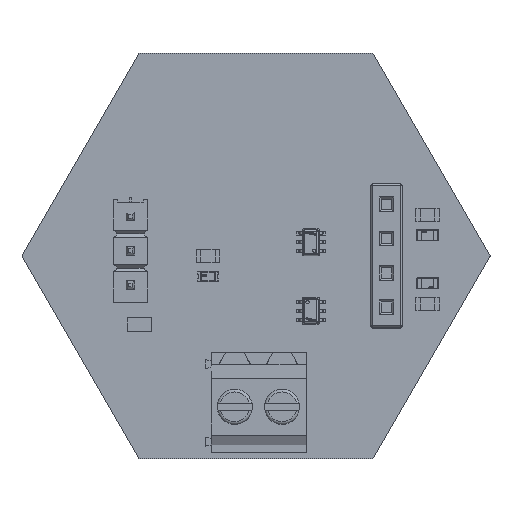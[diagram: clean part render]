
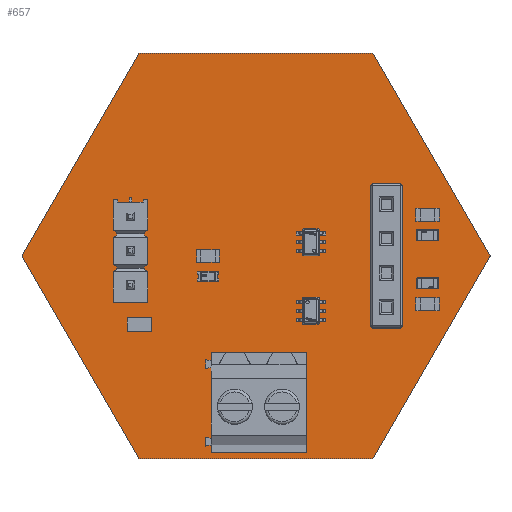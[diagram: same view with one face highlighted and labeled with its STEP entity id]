
A CAD part, top view. The second image highlights one B-rep face of the part: STEP entity #657.
In plain terms, the highlighted planar face has unit normal (0, 0, 1).
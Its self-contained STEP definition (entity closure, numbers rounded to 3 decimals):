
#140 = VERTEX_POINT('',#141);
#141 = CARTESIAN_POINT('',(-8.66,-15.,0.411));
#147 = EDGE_CURVE('',#140,#148,#150,.T.);
#148 = VERTEX_POINT('',#149);
#149 = CARTESIAN_POINT('',(8.66,-15.,0.411));
#150 = LINE('',#151,#152);
#151 = CARTESIAN_POINT('',(-8.66,-15.,0.411));
#152 = VECTOR('',#153,1.);
#153 = DIRECTION('',(1.,0.,0.));
#178 = EDGE_CURVE('',#148,#179,#181,.T.);
#179 = VERTEX_POINT('',#180);
#180 = CARTESIAN_POINT('',(17.32,0.,0.411));
#181 = LINE('',#182,#183);
#182 = CARTESIAN_POINT('',(8.66,-15.,0.411));
#183 = VECTOR('',#184,1.);
#184 = DIRECTION('',(0.5,0.866,0.));
#209 = EDGE_CURVE('',#179,#210,#212,.T.);
#210 = VERTEX_POINT('',#211);
#211 = CARTESIAN_POINT('',(8.66,15.,0.411));
#212 = LINE('',#213,#214);
#213 = CARTESIAN_POINT('',(17.32,0.,0.411));
#214 = VECTOR('',#215,1.);
#215 = DIRECTION('',(-0.5,0.866,0.));
#240 = EDGE_CURVE('',#210,#241,#243,.T.);
#241 = VERTEX_POINT('',#242);
#242 = CARTESIAN_POINT('',(-8.66,15.,0.411));
#243 = LINE('',#244,#245);
#244 = CARTESIAN_POINT('',(8.66,15.,0.411));
#245 = VECTOR('',#246,1.);
#246 = DIRECTION('',(-1.,0.,0.));
#271 = EDGE_CURVE('',#241,#272,#274,.T.);
#272 = VERTEX_POINT('',#273);
#273 = CARTESIAN_POINT('',(-17.32,0.,0.411));
#274 = LINE('',#275,#276);
#275 = CARTESIAN_POINT('',(-8.66,15.,0.411));
#276 = VECTOR('',#277,1.);
#277 = DIRECTION('',(-0.5,-0.866,0.));
#302 = EDGE_CURVE('',#272,#140,#303,.T.);
#303 = LINE('',#304,#305);
#304 = CARTESIAN_POINT('',(-17.32,0.,0.411));
#305 = VECTOR('',#306,1.);
#306 = DIRECTION('',(0.5,-0.866,0.));
#326 = VERTEX_POINT('',#327);
#327 = CARTESIAN_POINT('',(-8.79,-2.17,0.411));
#333 = EDGE_CURVE('',#326,#326,#334,.T.);
#334 = CIRCLE('',#335,0.51);
#335 = AXIS2_PLACEMENT_3D('',#336,#337,#338);
#336 = CARTESIAN_POINT('',(-9.3,-2.17,0.411));
#337 = DIRECTION('',(0.,0.,1.));
#338 = DIRECTION('',(1.,0.,-0.));
#359 = VERTEX_POINT('',#360);
#360 = CARTESIAN_POINT('',(-0.874,-11.176,0.411));
#366 = EDGE_CURVE('',#359,#359,#367,.T.);
#367 = CIRCLE('',#368,0.65);
#368 = AXIS2_PLACEMENT_3D('',#369,#370,#371);
#369 = CARTESIAN_POINT('',(-1.524,-11.176,0.411));
#370 = DIRECTION('',(0.,0.,1.));
#371 = DIRECTION('',(1.,0.,-0.));
#392 = VERTEX_POINT('',#393);
#393 = CARTESIAN_POINT('',(-8.79,2.91,0.411));
#399 = EDGE_CURVE('',#392,#392,#400,.T.);
#400 = CIRCLE('',#401,0.51);
#401 = AXIS2_PLACEMENT_3D('',#402,#403,#404);
#402 = CARTESIAN_POINT('',(-9.3,2.91,0.411));
#403 = DIRECTION('',(0.,0.,1.));
#404 = DIRECTION('',(1.,0.,-0.));
#425 = VERTEX_POINT('',#426);
#426 = CARTESIAN_POINT('',(-8.79,0.37,0.411));
#432 = EDGE_CURVE('',#425,#425,#433,.T.);
#433 = CIRCLE('',#434,0.51);
#434 = AXIS2_PLACEMENT_3D('',#435,#436,#437);
#435 = CARTESIAN_POINT('',(-9.3,0.37,0.411));
#436 = DIRECTION('',(0.,0.,1.));
#437 = DIRECTION('',(1.,0.,-0.));
#458 = VERTEX_POINT('',#459);
#459 = CARTESIAN_POINT('',(2.626,-11.176,0.411));
#465 = EDGE_CURVE('',#458,#458,#466,.T.);
#466 = CIRCLE('',#467,0.65);
#467 = AXIS2_PLACEMENT_3D('',#468,#469,#470);
#468 = CARTESIAN_POINT('',(1.976,-11.176,0.411));
#469 = DIRECTION('',(0.,0.,1.));
#470 = DIRECTION('',(1.,0.,-0.));
#491 = VERTEX_POINT('',#492);
#492 = CARTESIAN_POINT('',(10.172,-3.81,0.411));
#498 = EDGE_CURVE('',#491,#491,#499,.T.);
#499 = CIRCLE('',#500,0.52);
#500 = AXIS2_PLACEMENT_3D('',#501,#502,#503);
#501 = CARTESIAN_POINT('',(9.652,-3.81,0.411));
#502 = DIRECTION('',(0.,0.,1.));
#503 = DIRECTION('',(1.,0.,-0.));
#524 = VERTEX_POINT('',#525);
#525 = CARTESIAN_POINT('',(10.172,3.81,0.411));
#531 = EDGE_CURVE('',#524,#524,#532,.T.);
#532 = CIRCLE('',#533,0.52);
#533 = AXIS2_PLACEMENT_3D('',#534,#535,#536);
#534 = CARTESIAN_POINT('',(9.652,3.81,0.411));
#535 = DIRECTION('',(0.,0.,1.));
#536 = DIRECTION('',(1.,0.,-0.));
#557 = VERTEX_POINT('',#558);
#558 = CARTESIAN_POINT('',(10.172,-1.27,0.411));
#564 = EDGE_CURVE('',#557,#557,#565,.T.);
#565 = CIRCLE('',#566,0.52);
#566 = AXIS2_PLACEMENT_3D('',#567,#568,#569);
#567 = CARTESIAN_POINT('',(9.652,-1.27,0.411));
#568 = DIRECTION('',(0.,0.,1.));
#569 = DIRECTION('',(1.,0.,-0.));
#590 = VERTEX_POINT('',#591);
#591 = CARTESIAN_POINT('',(10.172,1.27,0.411));
#597 = EDGE_CURVE('',#590,#590,#598,.T.);
#598 = CIRCLE('',#599,0.52);
#599 = AXIS2_PLACEMENT_3D('',#600,#601,#602);
#600 = CARTESIAN_POINT('',(9.652,1.27,0.411));
#601 = DIRECTION('',(0.,0.,1.));
#602 = DIRECTION('',(1.,0.,-0.));
#657 = ADVANCED_FACE('',(#658,#666,#669,#672,#675,#678,#681,#684,#687,
    #690),#693,.T.);
#658 = FACE_BOUND('',#659,.T.);
#659 = EDGE_LOOP('',(#660,#661,#662,#663,#664,#665));
#660 = ORIENTED_EDGE('',*,*,#147,.T.);
#661 = ORIENTED_EDGE('',*,*,#178,.T.);
#662 = ORIENTED_EDGE('',*,*,#209,.T.);
#663 = ORIENTED_EDGE('',*,*,#240,.T.);
#664 = ORIENTED_EDGE('',*,*,#271,.T.);
#665 = ORIENTED_EDGE('',*,*,#302,.T.);
#666 = FACE_BOUND('',#667,.T.);
#667 = EDGE_LOOP('',(#668));
#668 = ORIENTED_EDGE('',*,*,#333,.F.);
#669 = FACE_BOUND('',#670,.T.);
#670 = EDGE_LOOP('',(#671));
#671 = ORIENTED_EDGE('',*,*,#366,.F.);
#672 = FACE_BOUND('',#673,.T.);
#673 = EDGE_LOOP('',(#674));
#674 = ORIENTED_EDGE('',*,*,#399,.F.);
#675 = FACE_BOUND('',#676,.T.);
#676 = EDGE_LOOP('',(#677));
#677 = ORIENTED_EDGE('',*,*,#432,.F.);
#678 = FACE_BOUND('',#679,.T.);
#679 = EDGE_LOOP('',(#680));
#680 = ORIENTED_EDGE('',*,*,#465,.F.);
#681 = FACE_BOUND('',#682,.T.);
#682 = EDGE_LOOP('',(#683));
#683 = ORIENTED_EDGE('',*,*,#498,.F.);
#684 = FACE_BOUND('',#685,.T.);
#685 = EDGE_LOOP('',(#686));
#686 = ORIENTED_EDGE('',*,*,#531,.F.);
#687 = FACE_BOUND('',#688,.T.);
#688 = EDGE_LOOP('',(#689));
#689 = ORIENTED_EDGE('',*,*,#564,.F.);
#690 = FACE_BOUND('',#691,.T.);
#691 = EDGE_LOOP('',(#692));
#692 = ORIENTED_EDGE('',*,*,#597,.F.);
#693 = PLANE('',#694);
#694 = AXIS2_PLACEMENT_3D('',#695,#696,#697);
#695 = CARTESIAN_POINT('',(0.,0.,0.411));
#696 = DIRECTION('',(0.,0.,1.));
#697 = DIRECTION('',(1.,0.,-0.));
